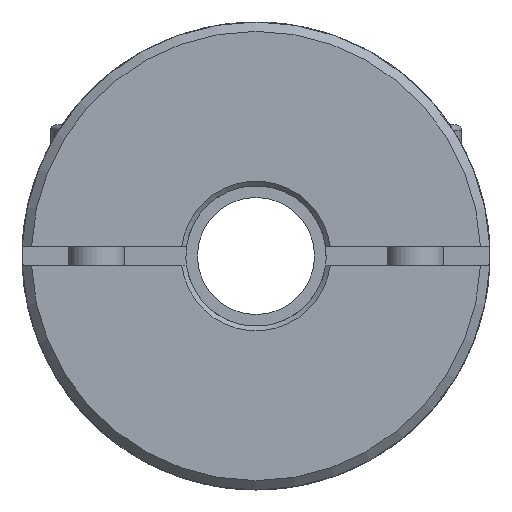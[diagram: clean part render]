
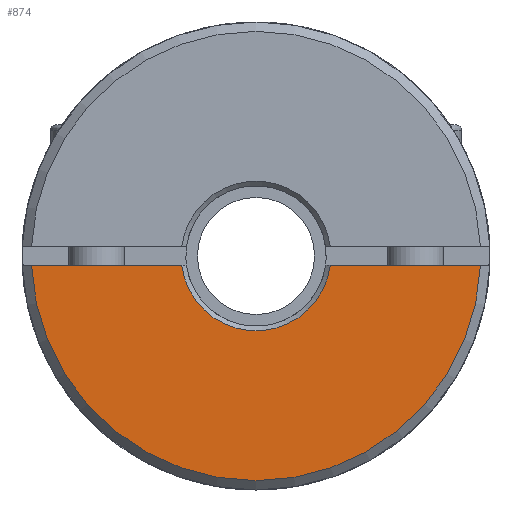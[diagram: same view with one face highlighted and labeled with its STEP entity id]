
A CAD part, left-side view. The second image highlights one B-rep face of the part: STEP entity #874.
In plain terms, the highlighted planar face has unit normal (-1, 0, 0).
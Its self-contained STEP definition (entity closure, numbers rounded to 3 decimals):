
#874 = ADVANCED_FACE( '', ( #2083 ), #2084, .T. );
#2083 = FACE_OUTER_BOUND( '', #3682, .T. );
#2084 = PLANE( '', #3683 );
#3682 = EDGE_LOOP( '', ( #6267, #6268, #6269, #6270 ) );
#3683 = AXIS2_PLACEMENT_3D( '', #6271, #6272, #6273 );
#6267 = ORIENTED_EDGE( '', *, *, #9920, .F. );
#6268 = ORIENTED_EDGE( '', *, *, #9921, .T. );
#6269 = ORIENTED_EDGE( '', *, *, #9922, .F. );
#6270 = ORIENTED_EDGE( '', *, *, #9923, .T. );
#6271 = CARTESIAN_POINT( '', ( 0., -4.25, 0. ) );
#6272 = DIRECTION( '', ( -1., 0., 0. ) );
#6273 = DIRECTION( '', ( 0., 1., 0. ) );
#9920 = EDGE_CURVE( '', #12210, #12211, #12212, .T. );
#9921 = EDGE_CURVE( '', #12210, #12213, #12214, .T. );
#9922 = EDGE_CURVE( '', #12215, #12213, #12216, .T. );
#9923 = EDGE_CURVE( '', #12215, #12211, #12217, .T. );
#12210 = VERTEX_POINT( '', #16080 );
#12211 = VERTEX_POINT( '', #16081 );
#12212 = LINE( '', #16082, #16083 );
#12213 = VERTEX_POINT( '', #16084 );
#12214 = CIRCLE( '', #16085, 8. );
#12215 = VERTEX_POINT( '', #16086 );
#12216 = LINE( '', #16087, #16088 );
#12217 = CIRCLE( '', #16089, 24. );
#16080 = CARTESIAN_POINT( '', ( 0., -7.937, -1. ) );
#16081 = CARTESIAN_POINT( '', ( 0., -23.979, -1. ) );
#16082 = CARTESIAN_POINT( '', ( 0., -4.25, -1. ) );
#16083 = VECTOR( '', #19346, 1000. );
#16084 = CARTESIAN_POINT( '', ( 0., 7.937, -1. ) );
#16085 = AXIS2_PLACEMENT_3D( '', #19347, #19348, #19349 );
#16086 = CARTESIAN_POINT( '', ( 0., 23.979, -1. ) );
#16087 = CARTESIAN_POINT( '', ( 0., -4.25, -1. ) );
#16088 = VECTOR( '', #19350, 1000. );
#16089 = AXIS2_PLACEMENT_3D( '', #19351, #19352, #19353 );
#19346 = DIRECTION( '', ( 0., -1., 0. ) );
#19347 = CARTESIAN_POINT( '', ( 0., 0., 0. ) );
#19348 = DIRECTION( '', ( 1., 0., 0. ) );
#19349 = DIRECTION( '', ( 0., 0., 1. ) );
#19350 = DIRECTION( '', ( 0., -1., 0. ) );
#19351 = CARTESIAN_POINT( '', ( 0., 0., 0. ) );
#19352 = DIRECTION( '', ( -1., 0., 0. ) );
#19353 = DIRECTION( '', ( 0., -1., 0. ) );
